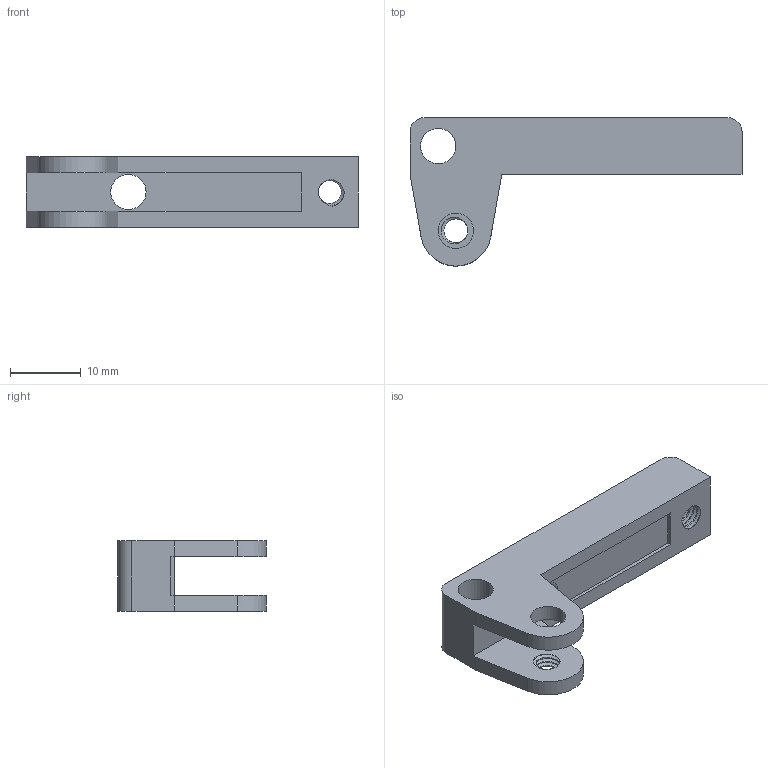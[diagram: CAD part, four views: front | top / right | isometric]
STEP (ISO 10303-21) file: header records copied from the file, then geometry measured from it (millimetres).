
FILE_DESCRIPTION (( 'STEP AP214' ), '1' );
FILE_NAME ('wire tensionner.STEP', '2024-12-23T09:58:02', ( '' ), ( '' ), 'SwSTEP 2.0', 'SolidWorks 2021', '' );
FILE_SCHEMA (( 'AUTOMOTIVE_DESIGN' ));
Length unit declared in the file: millimetre
Products named in the file (1): wire tensionner
Bounding box: 47 x 21 x 10 mm (x, y, z)
Volume: 3734.7 mm3; surface area: 2825.4 mm2
Topology: 1 solids, 1 shells, 63 faces, 183 edges, 122 vertices
Faces by surface type: cylinder 43, plane 14, bspline 6
Entity records: 6915 total; most frequent: CARTESIAN_POINT 5383, ORIENTED_EDGE 366, DIRECTION 247, EDGE_CURVE 183, VERTEX_POINT 122, AXIS2_PLACEMENT_3D 85, VECTOR 77, LINE 77
